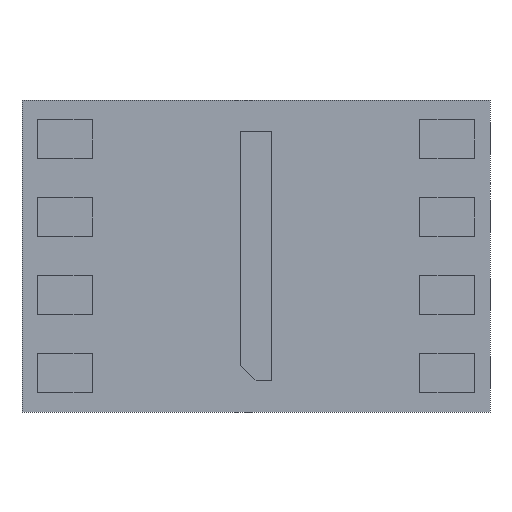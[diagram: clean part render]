
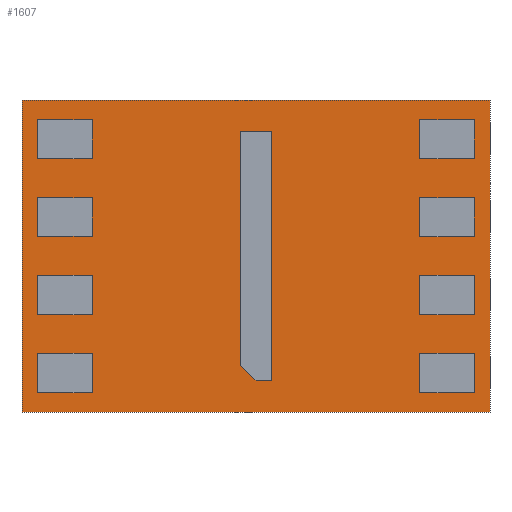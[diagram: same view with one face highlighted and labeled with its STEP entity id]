
A CAD part, front view. The second image highlights one B-rep face of the part: STEP entity #1607.
In plain terms, the highlighted planar face has unit normal (0, -1, 0).
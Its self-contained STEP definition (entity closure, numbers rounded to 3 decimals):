
#112 = CARTESIAN_POINT ( 'NONE',  ( -1.5, 0.05, -1. ) ) ;
#162 = DIRECTION ( 'NONE',  ( 1., 0., 0. ) ) ;
#219 = DIRECTION ( 'NONE',  ( 0., 0., -1. ) ) ;
#232 = DIRECTION ( 'NONE',  ( 0., -1., 0. ) ) ;
#255 = CARTESIAN_POINT ( 'NONE',  ( -1.5, 0.05, 1. ) ) ;
#340 = ORIENTED_EDGE ( 'NONE', *, *, #2612, .F. ) ;
#385 = LINE ( 'NONE', #2100, #1711 ) ;
#596 = VECTOR ( 'NONE', #1530, 1000. ) ;
#925 = VERTEX_POINT ( 'NONE', #112 ) ;
#1047 = EDGE_CURVE ( 'NONE', #1123, #2658, #385, .T. ) ;
#1048 = CARTESIAN_POINT ( 'NONE',  ( 1.5, 0.05, 1. ) ) ;
#1123 = VERTEX_POINT ( 'NONE', #3038 ) ;
#1148 = VECTOR ( 'NONE', #2984, 1000. ) ;
#1152 = EDGE_CURVE ( 'NONE', #3091, #925, #2864, .T. ) ;
#1242 = LINE ( 'NONE', #255, #596 ) ;
#1530 = DIRECTION ( 'NONE',  ( 0., 0., 1. ) ) ;
#1607 = ADVANCED_FACE ( 'NONE', ( #2010 ), #2396, .T. ) ;
#1649 = CARTESIAN_POINT ( 'NONE',  ( 0., 0.05, 0. ) ) ;
#1672 = CARTESIAN_POINT ( 'NONE',  ( -1.5, 0.05, -1. ) ) ;
#1711 = VECTOR ( 'NONE', #162, 1000. ) ;
#1881 = ORIENTED_EDGE ( 'NONE', *, *, #1047, .F. ) ;
#2010 = FACE_OUTER_BOUND ( 'NONE', #2282, .T. ) ;
#2100 = CARTESIAN_POINT ( 'NONE',  ( -1.5, 0.05, 1. ) ) ;
#2127 = VECTOR ( 'NONE', #2161, 1000. ) ;
#2161 = DIRECTION ( 'NONE',  ( -1., 0., 0. ) ) ;
#2199 = LINE ( 'NONE', #1048, #1148 ) ;
#2282 = EDGE_LOOP ( 'NONE', ( #2684, #1881, #340, #2377 ) ) ;
#2350 = EDGE_CURVE ( 'NONE', #2658, #3091, #2199, .T. ) ;
#2377 = ORIENTED_EDGE ( 'NONE', *, *, #1152, .F. ) ;
#2396 = PLANE ( 'NONE',  #2496 ) ;
#2460 = CARTESIAN_POINT ( 'NONE',  ( 1.5, 0.05, 1. ) ) ;
#2496 = AXIS2_PLACEMENT_3D ( 'NONE', #1649, #232, #219 ) ;
#2516 = CARTESIAN_POINT ( 'NONE',  ( 1.5, 0.05, -1. ) ) ;
#2612 = EDGE_CURVE ( 'NONE', #925, #1123, #1242, .T. ) ;
#2658 = VERTEX_POINT ( 'NONE', #2460 ) ;
#2684 = ORIENTED_EDGE ( 'NONE', *, *, #2350, .F. ) ;
#2864 = LINE ( 'NONE', #1672, #2127 ) ;
#2984 = DIRECTION ( 'NONE',  ( 0., 0., -1. ) ) ;
#3038 = CARTESIAN_POINT ( 'NONE',  ( -1.5, 0.05, 1. ) ) ;
#3091 = VERTEX_POINT ( 'NONE', #2516 ) ;
